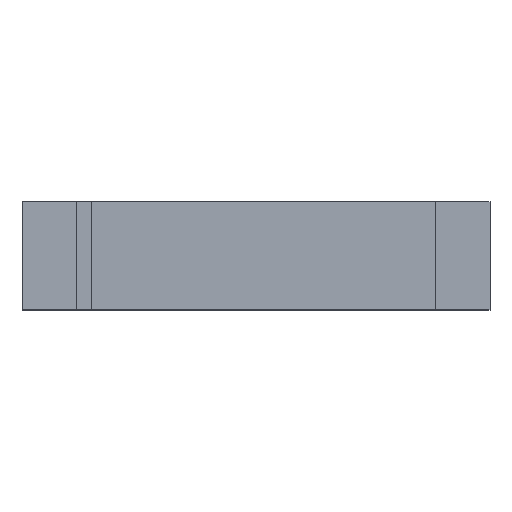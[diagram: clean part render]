
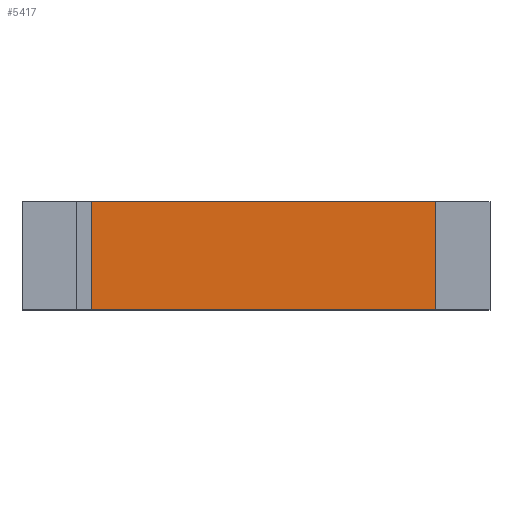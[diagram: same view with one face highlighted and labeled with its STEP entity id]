
A CAD part, top view. The second image highlights one B-rep face of the part: STEP entity #5417.
In plain terms, the highlighted planar face has unit normal (0, 0, 1).
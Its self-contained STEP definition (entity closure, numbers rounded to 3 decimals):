
#282 = VECTOR ( 'NONE', #288, 1000. ) ;
#288 = DIRECTION ( 'NONE',  ( -1., 0., 0. ) ) ;
#385 = EDGE_LOOP ( 'NONE', ( #9601, #5733, #3910, #7073 ) ) ;
#552 = DIRECTION ( 'NONE',  ( 0., 0., 1. ) ) ;
#1375 = PLANE ( 'NONE',  #6941 ) ;
#1543 = EDGE_CURVE ( 'NONE', #2568, #9501, #9504, .T. ) ;
#2048 = EDGE_CURVE ( 'NONE', #2568, #9475, #7252, .T. ) ;
#2275 = DIRECTION ( 'NONE',  ( 0., 1., 0. ) ) ;
#2280 = VECTOR ( 'NONE', #2275, 1000. ) ;
#2568 = VERTEX_POINT ( 'NONE', #9669 ) ;
#2705 = DIRECTION ( 'NONE',  ( 1., 0., 0. ) ) ;
#3342 = VERTEX_POINT ( 'NONE', #4505 ) ;
#3910 = ORIENTED_EDGE ( 'NONE', *, *, #7854, .F. ) ;
#4505 = CARTESIAN_POINT ( 'NONE',  ( -2.581, 0.85, 2.56 ) ) ;
#4771 = CARTESIAN_POINT ( 'NONE',  ( -2.581, -8.297, 2.56 ) ) ;
#5149 = VECTOR ( 'NONE', #6000, 1000. ) ;
#5334 = CARTESIAN_POINT ( 'NONE',  ( -2.581, -0.85, 2.56 ) ) ;
#5417 = ADVANCED_FACE ( 'NONE', ( #9951 ), #1375, .T. ) ;
#5733 = ORIENTED_EDGE ( 'NONE', *, *, #2048, .T. ) ;
#6000 = DIRECTION ( 'NONE',  ( 0., 1., 0. ) ) ;
#6327 = EDGE_CURVE ( 'NONE', #9501, #3342, #7851, .T. ) ;
#6385 = CARTESIAN_POINT ( 'NONE',  ( 2.828, -8.297, 2.56 ) ) ;
#6941 = AXIS2_PLACEMENT_3D ( 'NONE', #4771, #552, #9228 ) ;
#7073 = ORIENTED_EDGE ( 'NONE', *, *, #6327, .F. ) ;
#7252 = LINE ( 'NONE', #6385, #2280 ) ;
#7694 = CARTESIAN_POINT ( 'NONE',  ( 2.828, 0.85, 2.56 ) ) ;
#7733 = CARTESIAN_POINT ( 'NONE',  ( -2.581, -8.297, 2.56 ) ) ;
#7851 = LINE ( 'NONE', #7733, #5149 ) ;
#7854 = EDGE_CURVE ( 'NONE', #3342, #9475, #9081, .T. ) ;
#8370 = VECTOR ( 'NONE', #2705, 1000. ) ;
#9081 = LINE ( 'NONE', #9139, #8370 ) ;
#9139 = CARTESIAN_POINT ( 'NONE',  ( -2.581, 0.85, 2.56 ) ) ;
#9228 = DIRECTION ( 'NONE',  ( 1., 0., 0. ) ) ;
#9475 = VERTEX_POINT ( 'NONE', #7694 ) ;
#9501 = VERTEX_POINT ( 'NONE', #10893 ) ;
#9504 = LINE ( 'NONE', #5334, #282 ) ;
#9601 = ORIENTED_EDGE ( 'NONE', *, *, #1543, .F. ) ;
#9669 = CARTESIAN_POINT ( 'NONE',  ( 2.828, -0.85, 2.56 ) ) ;
#9951 = FACE_OUTER_BOUND ( 'NONE', #385, .T. ) ;
#10893 = CARTESIAN_POINT ( 'NONE',  ( -2.581, -0.85, 2.56 ) ) ;
